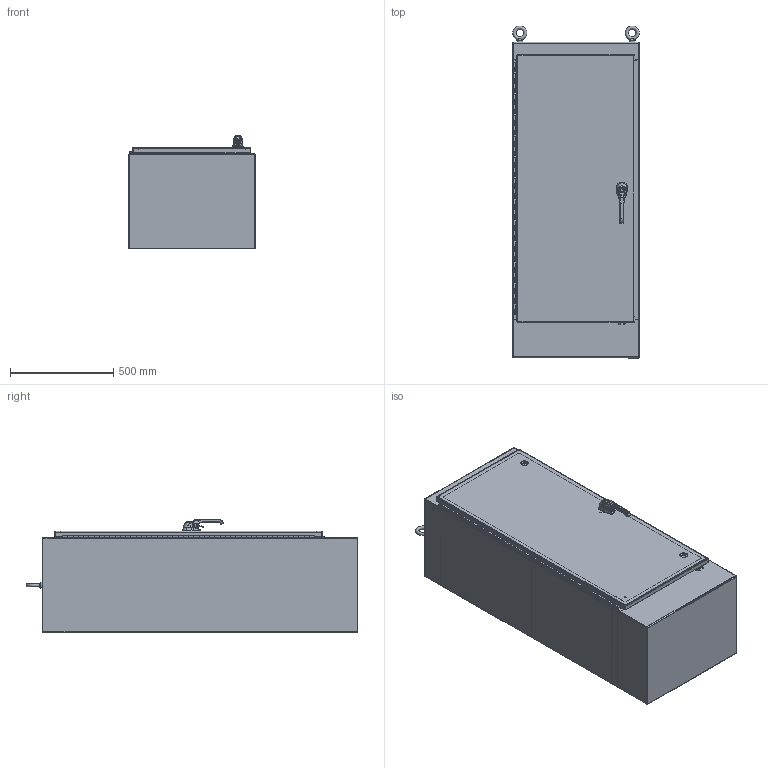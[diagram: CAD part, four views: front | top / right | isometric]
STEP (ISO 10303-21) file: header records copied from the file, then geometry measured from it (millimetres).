
FILE_DESCRIPTION(/* description */ ('ENCL,NEMA4,FS,1D,60X24X18'),/* implementation_level */ '2;1');
FILE_NAME(/* name */ 'WA602418FSN43PT.stp',/* time_stamp */ '2021-01-23T10:00:45-06:00',/* author */ ('KA'),/* organization */ (''),/* preprocessor_version */ 'ST-DEVELOPER v18.1',/* originating_system */ 'Autodesk Inventor 2020',/* authorisation */ '');
FILE_SCHEMA (('AUTOMOTIVE_DESIGN { 1 0 10303 214 3 1 1 }'));
Products named in the file (42): WA602418FSN43PT; WA602418FSN43PTBLR; WA2418FSN43PTTOP; WA2418FSN43PTBTM; WA6024FSN43PTDR; HFW328179; HFW328179T; HFW328179L; HFW328179P; 30624; FUN00101; 32450; LARGE_DOOR_ROD_ASSM-37028; HFW31712; 1091-903_AF0; 1091-903_AF0_1; 1091-903_AF0_2; PLASTIC-ROLLER-CAM_AF0_ASM; PLASTIC-ROLLER-CAM_AF1; 7379-M6-8X25_AF0; LOCK-NUT_AF0; SUPPORT-ROLL_AF0; 1091-BR11_AF0; 37028; ANSI B18.6.3 - 3/8-16 UNC - 1.75; HFW3762; 31215; 3862; WA6024FSN43PT-FIP; FUN00101_1; HFW3025; 316298; 349132; 38846; HFW312002; CP10184202R01_Standard; CP10184202R01_Deep Recess; CP10184202R03 MODIFY; CP10184202R02; CP10184202R04 ...
Assembly tree (60 placements, depth 5):
  WA602418FSN43PT
    WA602418FSN43PTBLR
    WA2418FSN43PTTOP
    WA2418FSN43PTBTM
    WA6024FSN43PTDR
    HFW328179
      HFW328179T
      HFW328179L
      HFW328179P
    30624  x2
    38846  x4
    FUN00101_1  x5
    FUN00101
    32450
    LARGE_DOOR_ROD_ASSM-37028
      HFW31712
        1091-903_AF0
          1091-903_AF0_1
          1091-903_AF0_2
        PLASTIC-ROLLER-CAM_AF0_ASM
          PLASTIC-ROLLER-CAM_AF1
          7379-M6-8X25_AF0
          LOCK-NUT_AF0
        SUPPORT-ROLL_AF0
        1091-BR11_AF0
      37028  x2
      ANSI B18.6.3 - 3/8-16 UNC - 1.75  x2
      HFW3762  x4
      31215  x2
      3862  x2
    WA6024FSN43PT-FIP
    349132  x2
    HFW3025  x2
    316298  x2
    HFW312002  x2
      CP10184202R01_Standard
        CP10184202R01_Deep Recess
        CP10184202R03 MODIFY
      CP10184202R02
      CP10184202R04
        _22030_0932_Spring_Plunger__1_b_2
        _22030_0932_Spring_Plunger__1_a_4
Bounding box: 612.77 x 1606.47 x 549.18 mm (x, y, z)
Volume: 12713887.6 mm3; surface area: 9463150.4 mm2
Topology: 55 solids, 1536 shells, 3463 faces, 11961 edges, 10027 vertices
Faces by surface type: plane 1289, cylinder 1105, bspline 490, torus 296, cone 155, sphere 128
Full cylindrical faces by diameter (mm): 1.5 x2, 3.048 x1, 3.5 x2, 3.607 x1, 3.9 x1, 4.2 x2, 4.5 x2, 4.773 x2, 5 x5, 5.16 x20, 6 x3, 6.128 x2, 6.172 x2, 6.35 x12, 6.41 x2, 6.535 x16, 7.112 x3, 7.144 x2, 7.938 x2, 8 x1, 8.153 x2, 8.2 x1, 8.56 x4, 8.7 x2, 9.525 x10, 10 x2, 10.16 x4, 12 x4, 12.7 x2, 13 x1
Entity records: 192260 total; most frequent: CARTESIAN_POINT 101260, DIRECTION 16890, ORIENTED_EDGE 13550, EDGE_CURVE 10147, VERTEX_POINT 8893, AXIS2_PLACEMENT_3D 6054, LINE 4782, VECTOR 4782
